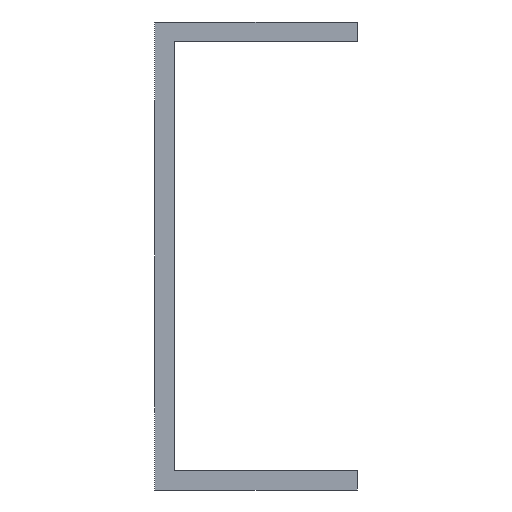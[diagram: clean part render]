
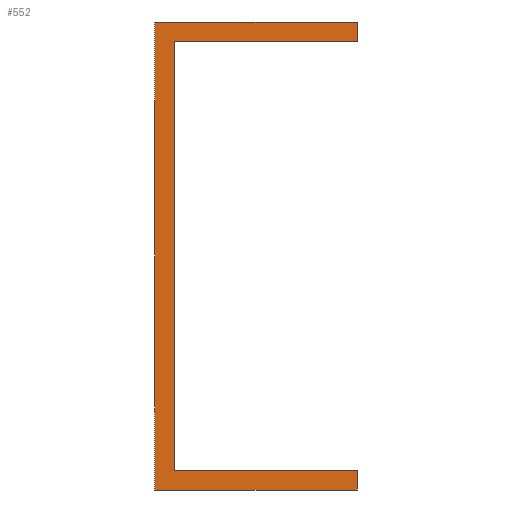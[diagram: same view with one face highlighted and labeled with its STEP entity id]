
A CAD part, front view. The second image highlights one B-rep face of the part: STEP entity #552.
In plain terms, the highlighted planar face has unit normal (0, -1, 0).
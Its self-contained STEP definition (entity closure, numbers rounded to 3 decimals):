
#64 = CARTESIAN_POINT ( 'NONE',  ( 0., 0., 27.5 ) ) ;
#136 = VERTEX_POINT ( 'NONE', #2352 ) ;
#140 = EDGE_CURVE ( 'NONE', #2191, #1988, #5583, .T. ) ;
#552 = ADVANCED_FACE ( 'NONE', ( #1592 ), #5611, .T. ) ;
#574 = LINE ( 'NONE', #617, #6105 ) ;
#617 = CARTESIAN_POINT ( 'NONE',  ( 26., 0., 27.5 ) ) ;
#670 = ORIENTED_EDGE ( 'NONE', *, *, #2982, .T. ) ;
#838 = DIRECTION ( 'NONE',  ( -1., 0., 0. ) ) ;
#932 = VERTEX_POINT ( 'NONE', #4919 ) ;
#1001 = LINE ( 'NONE', #3814, #6629 ) ;
#1592 = FACE_OUTER_BOUND ( 'NONE', #5074, .T. ) ;
#1783 = CARTESIAN_POINT ( 'NONE',  ( 0., 0., -30. ) ) ;
#1925 = ORIENTED_EDGE ( 'NONE', *, *, #140, .F. ) ;
#1928 = CARTESIAN_POINT ( 'NONE',  ( 26., 0., -30. ) ) ;
#1988 = VERTEX_POINT ( 'NONE', #2023 ) ;
#1995 = LINE ( 'NONE', #3406, #5804 ) ;
#2023 = CARTESIAN_POINT ( 'NONE',  ( 0., 0., -30. ) ) ;
#2140 = VECTOR ( 'NONE', #4410, 1000. ) ;
#2191 = VERTEX_POINT ( 'NONE', #1928 ) ;
#2352 = CARTESIAN_POINT ( 'NONE',  ( 26., 0., -27.5 ) ) ;
#2383 = CARTESIAN_POINT ( 'NONE',  ( 2.5, 0., 30. ) ) ;
#2386 = VECTOR ( 'NONE', #3540, 1000. ) ;
#2529 = CARTESIAN_POINT ( 'NONE',  ( 2.5, 0., -27.5 ) ) ;
#2663 = CARTESIAN_POINT ( 'NONE',  ( 0., 0., -27.5 ) ) ;
#2884 = DIRECTION ( 'NONE',  ( 1., 0., 0. ) ) ;
#2982 = EDGE_CURVE ( 'NONE', #4030, #4681, #4086, .T. ) ;
#2989 = EDGE_CURVE ( 'NONE', #4681, #6368, #574, .T. ) ;
#3103 = EDGE_CURVE ( 'NONE', #932, #4030, #5615, .T. ) ;
#3213 = EDGE_CURVE ( 'NONE', #2191, #136, #6515, .T. ) ;
#3266 = ORIENTED_EDGE ( 'NONE', *, *, #6281, .T. ) ;
#3379 = DIRECTION ( 'NONE',  ( 0., 0., 1. ) ) ;
#3406 = CARTESIAN_POINT ( 'NONE',  ( 0., 0., 30. ) ) ;
#3439 = ORIENTED_EDGE ( 'NONE', *, *, #3103, .T. ) ;
#3479 = DIRECTION ( 'NONE',  ( 0., 0., 1. ) ) ;
#3490 = CARTESIAN_POINT ( 'NONE',  ( 2.5, 0., 27.5 ) ) ;
#3505 = VERTEX_POINT ( 'NONE', #4820 ) ;
#3529 = EDGE_CURVE ( 'NONE', #1988, #3505, #1001, .T. ) ;
#3540 = DIRECTION ( 'NONE',  ( 0., 0., 1. ) ) ;
#3703 = DIRECTION ( 'NONE',  ( -1., 0., 0. ) ) ;
#3798 = VECTOR ( 'NONE', #3703, 1000. ) ;
#3814 = CARTESIAN_POINT ( 'NONE',  ( 0., 0., 30. ) ) ;
#4030 = VERTEX_POINT ( 'NONE', #3490 ) ;
#4070 = CARTESIAN_POINT ( 'NONE',  ( 26., 0., -30. ) ) ;
#4086 = LINE ( 'NONE', #64, #2140 ) ;
#4090 = DIRECTION ( 'NONE',  ( 0., -1., 0. ) ) ;
#4094 = CARTESIAN_POINT ( 'NONE',  ( 26., 0., 27.5 ) ) ;
#4216 = VECTOR ( 'NONE', #6496, 1000. ) ;
#4245 = VECTOR ( 'NONE', #3479, 1000. ) ;
#4330 = DIRECTION ( 'NONE',  ( 0., 0., 1. ) ) ;
#4410 = DIRECTION ( 'NONE',  ( 1., 0., 0. ) ) ;
#4681 = VERTEX_POINT ( 'NONE', #4094 ) ;
#4820 = CARTESIAN_POINT ( 'NONE',  ( 0., 0., 30. ) ) ;
#4919 = CARTESIAN_POINT ( 'NONE',  ( 2.5, 0., -27.5 ) ) ;
#5005 = AXIS2_PLACEMENT_3D ( 'NONE', #2529, #4090, #838 ) ;
#5074 = EDGE_LOOP ( 'NONE', ( #3266, #3439, #670, #6339, #6510, #5294, #1925, #6077 ) ) ;
#5294 = ORIENTED_EDGE ( 'NONE', *, *, #3529, .F. ) ;
#5583 = LINE ( 'NONE', #1783, #4216 ) ;
#5611 = PLANE ( 'NONE',  #5005 ) ;
#5615 = LINE ( 'NONE', #2383, #4245 ) ;
#5804 = VECTOR ( 'NONE', #2884, 1000. ) ;
#6077 = ORIENTED_EDGE ( 'NONE', *, *, #3213, .T. ) ;
#6105 = VECTOR ( 'NONE', #3379, 1000. ) ;
#6281 = EDGE_CURVE ( 'NONE', #136, #932, #6387, .T. ) ;
#6339 = ORIENTED_EDGE ( 'NONE', *, *, #2989, .T. ) ;
#6368 = VERTEX_POINT ( 'NONE', #6843 ) ;
#6387 = LINE ( 'NONE', #2663, #3798 ) ;
#6496 = DIRECTION ( 'NONE',  ( -1., 0., 0. ) ) ;
#6510 = ORIENTED_EDGE ( 'NONE', *, *, #6669, .F. ) ;
#6515 = LINE ( 'NONE', #4070, #2386 ) ;
#6629 = VECTOR ( 'NONE', #4330, 1000. ) ;
#6669 = EDGE_CURVE ( 'NONE', #3505, #6368, #1995, .T. ) ;
#6843 = CARTESIAN_POINT ( 'NONE',  ( 26., 0., 30. ) ) ;
